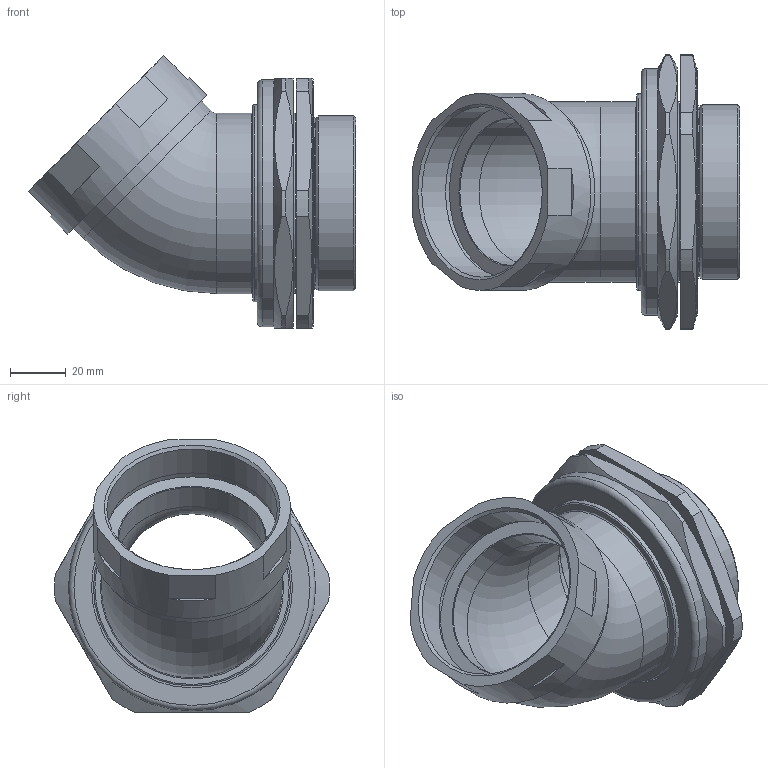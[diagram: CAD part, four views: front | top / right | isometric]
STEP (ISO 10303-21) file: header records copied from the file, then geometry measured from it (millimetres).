
FILE_DESCRIPTION (( 'STEP AP203' ), '1' );
FILE_NAME ('784DM7M7.STEP', '2017-02-06T10:30:53', ( '' ), ( '' ), 'SwSTEP 2.0', 'SolidWorks 2014', '' );
FILE_SCHEMA (( 'CONFIG_CONTROL_DESIGN' ));
Length unit declared in the file: millimetre
Products named in the file (1): 784DM7M7
Bounding box: 117.91 x 98.95 x 98.19 mm (x, y, z)
Surface area: 57061.6 mm2 (no closed solid volume)
Topology: 0 solids, 5 shells, 85 faces, 203 edges, 130 vertices
Faces by surface type: plane 36, cylinder 28, cone 15, torus 6
Full cylindrical faces by diameter (mm): 53 x2, 58.2 x1, 60.971 x1, 61.376 x1, 63 x1, 63.196 x1, 64.7 x1, 64.87 x1, 65 x2, 71 x2, 72.4 x1, 89 x2
Entity records: 2489 total; most frequent: CARTESIAN_POINT 578, DIRECTION 400, ORIENTED_EDGE 320, AXIS2_PLACEMENT_3D 173, EDGE_CURVE 165, EDGE_LOOP 128, VERTEX_POINT 123, FACE_OUTER_BOUND 107
